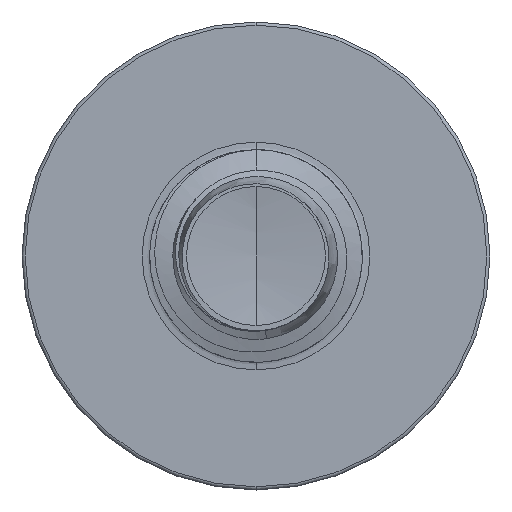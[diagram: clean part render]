
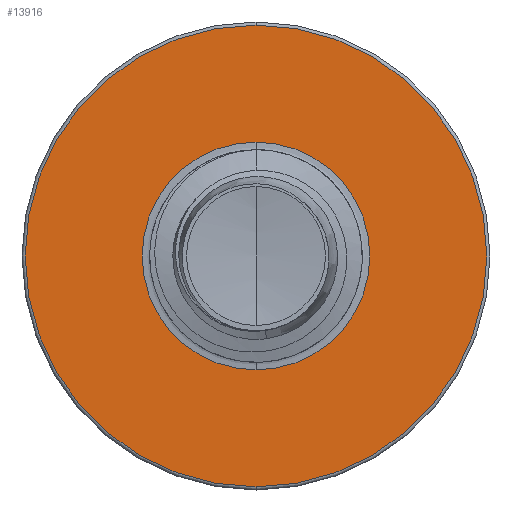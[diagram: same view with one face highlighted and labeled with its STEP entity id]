
A CAD part, front view. The second image highlights one B-rep face of the part: STEP entity #13916.
In plain terms, the highlighted planar face has unit normal (0, -1, 0).
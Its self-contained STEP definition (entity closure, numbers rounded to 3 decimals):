
#179 = DIRECTION ( 'NONE',  ( 0., 0., 1. ) ) ;
#366 = CARTESIAN_POINT ( 'NONE',  ( 0., 7., -2.677 ) ) ;
#618 = CARTESIAN_POINT ( 'NONE',  ( 0., 7., -5.425 ) ) ;
#686 = AXIS2_PLACEMENT_3D ( 'NONE', #9042, #10324, #179 ) ;
#714 = FACE_BOUND ( 'NONE', #5520, .T. ) ;
#1155 = VERTEX_POINT ( 'NONE', #15921 ) ;
#2247 = AXIS2_PLACEMENT_3D ( 'NONE', #13709, #8284, #14558 ) ;
#2289 = AXIS2_PLACEMENT_3D ( 'NONE', #4776, #13094, #6577 ) ;
#4466 = ORIENTED_EDGE ( 'NONE', *, *, #13390, .T. ) ;
#4601 = VERTEX_POINT ( 'NONE', #618 ) ;
#4776 = CARTESIAN_POINT ( 'NONE',  ( 0., 7., 0. ) ) ;
#5520 = EDGE_LOOP ( 'NONE', ( #7975, #4466 ) ) ;
#5650 = DIRECTION ( 'NONE',  ( 0., 1., 0. ) ) ;
#6577 = DIRECTION ( 'NONE',  ( 0., 0., 1. ) ) ;
#7052 = EDGE_LOOP ( 'NONE', ( #14219, #13829 ) ) ;
#7975 = ORIENTED_EDGE ( 'NONE', *, *, #14268, .T. ) ;
#8284 = DIRECTION ( 'NONE',  ( 0., 1., 0. ) ) ;
#8949 = DIRECTION ( 'NONE',  ( 0., 1., 0. ) ) ;
#9042 = CARTESIAN_POINT ( 'NONE',  ( 0., 7., -2.677 ) ) ;
#10077 = CIRCLE ( 'NONE', #2247, 5.425 ) ;
#10324 = DIRECTION ( 'NONE',  ( 0., 1., 0. ) ) ;
#10953 = AXIS2_PLACEMENT_3D ( 'NONE', #12757, #5650, #13385 ) ;
#10970 = AXIS2_PLACEMENT_3D ( 'NONE', #14008, #8949, #14961 ) ;
#11559 = VERTEX_POINT ( 'NONE', #366 ) ;
#12757 = CARTESIAN_POINT ( 'NONE',  ( 0., 7., 0. ) ) ;
#13094 = DIRECTION ( 'NONE',  ( 0., 1., 0. ) ) ;
#13232 = CIRCLE ( 'NONE', #10953, 5.425 ) ;
#13307 = PLANE ( 'NONE',  #686 ) ;
#13385 = DIRECTION ( 'NONE',  ( 0., 0., 1. ) ) ;
#13390 = EDGE_CURVE ( 'NONE', #11559, #14497, #14150, .T. ) ;
#13403 = EDGE_CURVE ( 'NONE', #1155, #4601, #10077, .T. ) ;
#13406 = CIRCLE ( 'NONE', #10970, 2.677 ) ;
#13470 = CARTESIAN_POINT ( 'NONE',  ( 0., 7., 2.677 ) ) ;
#13709 = CARTESIAN_POINT ( 'NONE',  ( 0., 7., 0. ) ) ;
#13829 = ORIENTED_EDGE ( 'NONE', *, *, #14316, .F. ) ;
#13916 = ADVANCED_FACE ( 'NONE', ( #14026, #714 ), #13307, .F. ) ;
#14008 = CARTESIAN_POINT ( 'NONE',  ( 0., 7., 0. ) ) ;
#14026 = FACE_OUTER_BOUND ( 'NONE', #7052, .T. ) ;
#14150 = CIRCLE ( 'NONE', #2289, 2.677 ) ;
#14219 = ORIENTED_EDGE ( 'NONE', *, *, #13403, .F. ) ;
#14268 = EDGE_CURVE ( 'NONE', #14497, #11559, #13406, .T. ) ;
#14316 = EDGE_CURVE ( 'NONE', #4601, #1155, #13232, .T. ) ;
#14497 = VERTEX_POINT ( 'NONE', #13470 ) ;
#14558 = DIRECTION ( 'NONE',  ( 0., 0., 1. ) ) ;
#14961 = DIRECTION ( 'NONE',  ( 0., 0., 1. ) ) ;
#15921 = CARTESIAN_POINT ( 'NONE',  ( 0., 7., 5.425 ) ) ;
